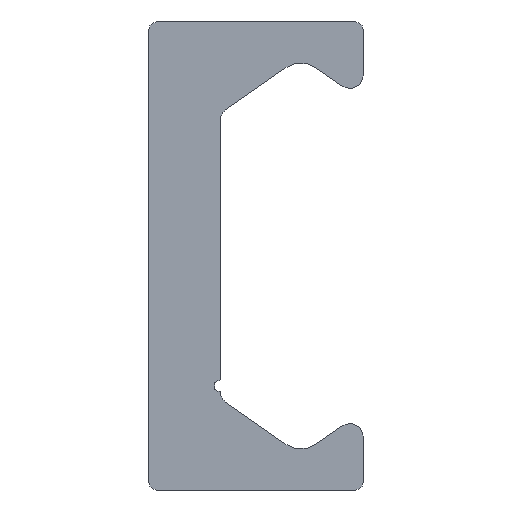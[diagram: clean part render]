
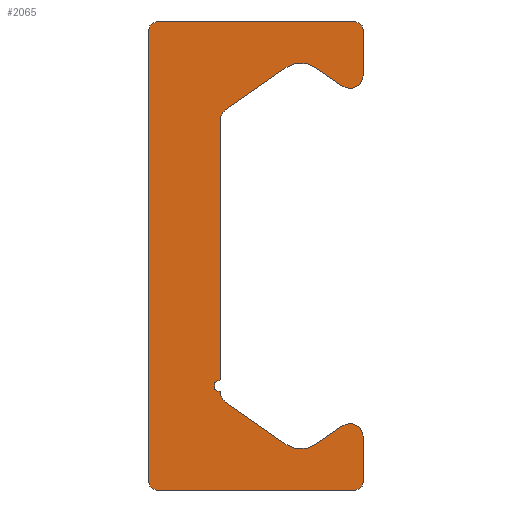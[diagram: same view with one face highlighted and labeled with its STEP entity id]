
A CAD part, left-side view. The second image highlights one B-rep face of the part: STEP entity #2065.
In plain terms, the highlighted planar face has unit normal (-1, 0, 0).
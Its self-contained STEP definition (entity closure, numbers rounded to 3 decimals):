
#1103=CARTESIAN_POINT('',(0.0,1.375,5.214));
#1104=VERTEX_POINT('',#1103);
#1111=CARTESIAN_POINT('',(0.0,1.375,-4.75));
#1112=VERTEX_POINT('',#1111);
#1113=CARTESIAN_POINT('',(0.0,1.375,5.214));
#1114=DIRECTION('',(0.0,0.0,-1.0));
#1115=VECTOR('',#1114,9.964);
#1116=LINE('',#1113,#1115);
#1117=EDGE_CURVE('',#1104,#1112,#1116,.T.);
#1324=CARTESIAN_POINT('',(0.0,3.825,-9.));
#1325=VERTEX_POINT('',#1324);
#1332=CARTESIAN_POINT('',(0.0,4.125,-8.7));
#1333=VERTEX_POINT('',#1332);
#1334=CARTESIAN_POINT('',(0.0,3.825,-8.7));
#1335=DIRECTION('',(1.0,0.0,0.0));
#1336=DIRECTION('',(0.0,0.0,-1.0));
#1337=AXIS2_PLACEMENT_3D('',#1334,#1335,#1336);
#1338=CIRCLE('',#1337,0.3);
#1339=EDGE_CURVE('',#1325,#1333,#1338,.T.);
#1363=CARTESIAN_POINT('',(0.0,-3.825,-9.));
#1364=VERTEX_POINT('',#1363);
#1371=CARTESIAN_POINT('',(0.0,-3.825,-9.));
#1372=DIRECTION('',(0.0,1.0,0.0));
#1373=VECTOR('',#1372,7.65);
#1374=LINE('',#1371,#1373);
#1375=EDGE_CURVE('',#1364,#1325,#1374,.T.);
#1395=CARTESIAN_POINT('',(0.0,-4.125,-8.7));
#1396=VERTEX_POINT('',#1395);
#1403=CARTESIAN_POINT('',(0.0,-3.825,-8.7));
#1404=DIRECTION('',(1.0,0.0,0.0));
#1405=DIRECTION('',(0.0,-1.0,0.0));
#1406=AXIS2_PLACEMENT_3D('',#1403,#1404,#1405);
#1407=CIRCLE('',#1406,0.3);
#1408=EDGE_CURVE('',#1396,#1364,#1407,.T.);
#1427=CARTESIAN_POINT('',(0.0,-4.125,-6.925));
#1428=VERTEX_POINT('',#1427);
#1435=CARTESIAN_POINT('',(0.0,-4.125,-6.925));
#1436=DIRECTION('',(0.0,0.0,-1.0));
#1437=VECTOR('',#1436,1.775);
#1438=LINE('',#1435,#1437);
#1439=EDGE_CURVE('',#1428,#1396,#1438,.T.);
#1459=CARTESIAN_POINT('',(0.0,-3.338,-6.515));
#1460=VERTEX_POINT('',#1459);
#1467=CARTESIAN_POINT('',(0.0,-3.625,-6.925));
#1468=DIRECTION('',(1.0,0.0,0.0));
#1469=DIRECTION('',(0.0,0.574,0.819));
#1470=AXIS2_PLACEMENT_3D('',#1467,#1468,#1469);
#1471=CIRCLE('',#1470,0.5);
#1472=EDGE_CURVE('',#1460,#1428,#1471,.T.);
#1491=CARTESIAN_POINT('',(0.0,-2.299,-7.243));
#1492=VERTEX_POINT('',#1491);
#1499=CARTESIAN_POINT('',(0.0,-2.299,-7.243));
#1500=DIRECTION('',(0.0,-0.819,0.574));
#1501=VECTOR('',#1500,1.269);
#1502=LINE('',#1499,#1501);
#1503=EDGE_CURVE('',#1492,#1460,#1502,.T.);
#1523=CARTESIAN_POINT('',(0.0,-1.151,-7.243));
#1524=VERTEX_POINT('',#1523);
#1531=CARTESIAN_POINT('',(0.0,-1.725,-6.424));
#1532=DIRECTION('',(-1.0,0.0,0.0));
#1533=DIRECTION('',(0.0,0.574,0.819));
#1534=AXIS2_PLACEMENT_3D('',#1531,#1532,#1533);
#1535=CIRCLE('',#1534,1.0);
#1536=EDGE_CURVE('',#1524,#1492,#1535,.T.);
#1555=CARTESIAN_POINT('',(0.0,1.162,-5.624));
#1556=VERTEX_POINT('',#1555);
#1563=CARTESIAN_POINT('',(0.0,1.162,-5.624));
#1564=DIRECTION('',(0.0,-0.819,-0.574));
#1565=VECTOR('',#1564,2.824);
#1566=LINE('',#1563,#1565);
#1567=EDGE_CURVE('',#1556,#1524,#1566,.T.);
#1587=CARTESIAN_POINT('',(0.0,1.375,-5.214));
#1588=VERTEX_POINT('',#1587);
#1595=CARTESIAN_POINT('',(0.0,0.875,-5.214));
#1596=DIRECTION('',(-1.0,0.0,0.0));
#1597=DIRECTION('',(0.0,-0.574,0.819));
#1598=AXIS2_PLACEMENT_3D('',#1595,#1596,#1597);
#1599=CIRCLE('',#1598,0.5);
#1600=EDGE_CURVE('',#1588,#1556,#1599,.T.);
#1619=CARTESIAN_POINT('',(0.0,1.375,-5.25));
#1620=VERTEX_POINT('',#1619);
#1627=CARTESIAN_POINT('',(0.0,1.375,-5.25));
#1628=DIRECTION('',(0.0,0.0,1.0));
#1629=VECTOR('',#1628,0.036);
#1630=LINE('',#1627,#1629);
#1631=EDGE_CURVE('',#1620,#1588,#1630,.T.);
#1666=CARTESIAN_POINT('',(0.0,1.375,-5.0));
#1667=DIRECTION('',(-1.0,0.0,0.0));
#1668=DIRECTION('',(0.0,0.0,1.0));
#1669=AXIS2_PLACEMENT_3D('',#1666,#1667,#1668);
#1670=CIRCLE('',#1669,0.25);
#1671=EDGE_CURVE('',#1112,#1620,#1670,.T.);
#1691=CARTESIAN_POINT('',(0.0,1.162,5.624));
#1692=VERTEX_POINT('',#1691);
#1699=CARTESIAN_POINT('',(0.0,0.875,5.214));
#1700=DIRECTION('',(-1.0,0.0,0.0));
#1701=DIRECTION('',(0.0,-1.0,0.0));
#1702=AXIS2_PLACEMENT_3D('',#1699,#1700,#1701);
#1703=CIRCLE('',#1702,0.5);
#1704=EDGE_CURVE('',#1692,#1104,#1703,.T.);
#1723=CARTESIAN_POINT('',(0.0,-1.151,7.243));
#1724=VERTEX_POINT('',#1723);
#1731=CARTESIAN_POINT('',(0.0,-1.151,7.243));
#1732=DIRECTION('',(0.0,0.819,-0.574));
#1733=VECTOR('',#1732,2.824);
#1734=LINE('',#1731,#1733);
#1735=EDGE_CURVE('',#1724,#1692,#1734,.T.);
#1755=CARTESIAN_POINT('',(0.0,-2.299,7.243));
#1756=VERTEX_POINT('',#1755);
#1763=CARTESIAN_POINT('',(0.0,-1.725,6.424));
#1764=DIRECTION('',(-1.0,0.0,0.0));
#1765=DIRECTION('',(0.0,-0.574,-0.819));
#1766=AXIS2_PLACEMENT_3D('',#1763,#1764,#1765);
#1767=CIRCLE('',#1766,1.0);
#1768=EDGE_CURVE('',#1756,#1724,#1767,.T.);
#1787=CARTESIAN_POINT('',(0.0,-3.338,6.515));
#1788=VERTEX_POINT('',#1787);
#1795=CARTESIAN_POINT('',(0.0,-3.338,6.515));
#1796=DIRECTION('',(0.0,0.819,0.574));
#1797=VECTOR('',#1796,1.269);
#1798=LINE('',#1795,#1797);
#1799=EDGE_CURVE('',#1788,#1756,#1798,.T.);
#1819=CARTESIAN_POINT('',(0.0,-4.125,6.925));
#1820=VERTEX_POINT('',#1819);
#1827=CARTESIAN_POINT('',(0.0,-3.625,6.925));
#1828=DIRECTION('',(1.0,0.0,0.0));
#1829=DIRECTION('',(0.0,-1.0,0.0));
#1830=AXIS2_PLACEMENT_3D('',#1827,#1828,#1829);
#1831=CIRCLE('',#1830,0.5);
#1832=EDGE_CURVE('',#1820,#1788,#1831,.T.);
#1851=CARTESIAN_POINT('',(0.0,-4.125,8.7));
#1852=VERTEX_POINT('',#1851);
#1859=CARTESIAN_POINT('',(0.0,-4.125,8.7));
#1860=DIRECTION('',(0.0,0.0,-1.0));
#1861=VECTOR('',#1860,1.775);
#1862=LINE('',#1859,#1861);
#1863=EDGE_CURVE('',#1852,#1820,#1862,.T.);
#1883=CARTESIAN_POINT('',(0.0,-3.825,9.));
#1884=VERTEX_POINT('',#1883);
#1891=CARTESIAN_POINT('',(0.0,-3.825,8.7));
#1892=DIRECTION('',(1.0,0.0,0.0));
#1893=DIRECTION('',(0.0,0.0,1.0));
#1894=AXIS2_PLACEMENT_3D('',#1891,#1892,#1893);
#1895=CIRCLE('',#1894,0.3);
#1896=EDGE_CURVE('',#1884,#1852,#1895,.T.);
#1915=CARTESIAN_POINT('',(0.0,3.825,9.));
#1916=VERTEX_POINT('',#1915);
#1923=CARTESIAN_POINT('',(0.0,3.825,9.));
#1924=DIRECTION('',(0.0,-1.0,0.0));
#1925=VECTOR('',#1924,7.65);
#1926=LINE('',#1923,#1925);
#1927=EDGE_CURVE('',#1916,#1884,#1926,.T.);
#1947=CARTESIAN_POINT('',(0.0,4.125,8.7));
#1948=VERTEX_POINT('',#1947);
#1955=CARTESIAN_POINT('',(0.0,3.825,8.7));
#1956=DIRECTION('',(1.0,0.0,0.0));
#1957=DIRECTION('',(0.0,1.0,0.0));
#1958=AXIS2_PLACEMENT_3D('',#1955,#1956,#1957);
#1959=CIRCLE('',#1958,0.3);
#1960=EDGE_CURVE('',#1948,#1916,#1959,.T.);
#1978=CARTESIAN_POINT('',(0.0,4.125,-8.7));
#1979=DIRECTION('',(0.0,0.0,1.0));
#1980=VECTOR('',#1979,17.4);
#1981=LINE('',#1978,#1980);
#1982=EDGE_CURVE('',#1333,#1948,#1981,.T.);
#2036=CARTESIAN_POINT('',(0.0,0.856,-0.029));
#2037=DIRECTION('',(1.0,0.0,0.0));
#2038=DIRECTION('',(0.0,0.0,-1.0));
#2039=AXIS2_PLACEMENT_3D('',#2036,#2037,#2038);
#2040=PLANE('',#2039);
#2041=ORIENTED_EDGE('',*,*,#1982,.F.);
#2042=ORIENTED_EDGE('',*,*,#1339,.F.);
#2043=ORIENTED_EDGE('',*,*,#1375,.F.);
#2044=ORIENTED_EDGE('',*,*,#1408,.F.);
#2045=ORIENTED_EDGE('',*,*,#1439,.F.);
#2046=ORIENTED_EDGE('',*,*,#1472,.F.);
#2047=ORIENTED_EDGE('',*,*,#1503,.F.);
#2048=ORIENTED_EDGE('',*,*,#1536,.F.);
#2049=ORIENTED_EDGE('',*,*,#1567,.F.);
#2050=ORIENTED_EDGE('',*,*,#1600,.F.);
#2051=ORIENTED_EDGE('',*,*,#1631,.F.);
#2052=ORIENTED_EDGE('',*,*,#1671,.F.);
#2053=ORIENTED_EDGE('',*,*,#1117,.F.);
#2054=ORIENTED_EDGE('',*,*,#1704,.F.);
#2055=ORIENTED_EDGE('',*,*,#1735,.F.);
#2056=ORIENTED_EDGE('',*,*,#1768,.F.);
#2057=ORIENTED_EDGE('',*,*,#1799,.F.);
#2058=ORIENTED_EDGE('',*,*,#1832,.F.);
#2059=ORIENTED_EDGE('',*,*,#1863,.F.);
#2060=ORIENTED_EDGE('',*,*,#1896,.F.);
#2061=ORIENTED_EDGE('',*,*,#1927,.F.);
#2062=ORIENTED_EDGE('',*,*,#1960,.F.);
#2063=EDGE_LOOP('',(#2041,#2042,#2043,#2044,#2045,#2046,#2047,#2048,#2049,#2050,#2051,#2052,#2053,#2054,#2055,#2056,#2057,#2058,#2059,#2060,#2061,#2062));
#2064=FACE_OUTER_BOUND('',#2063,.T.);
#2065=ADVANCED_FACE('',(#2064),#2040,.F.);
